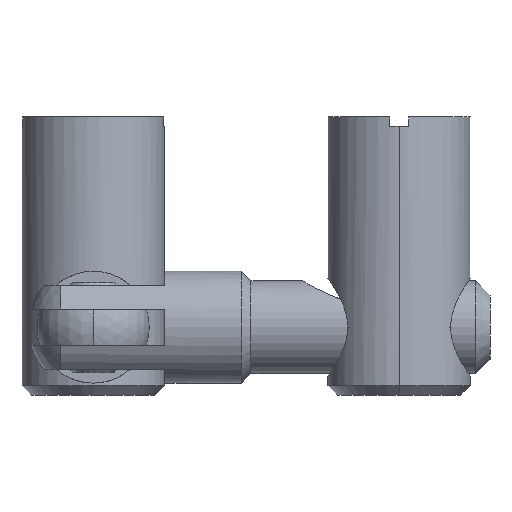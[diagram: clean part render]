
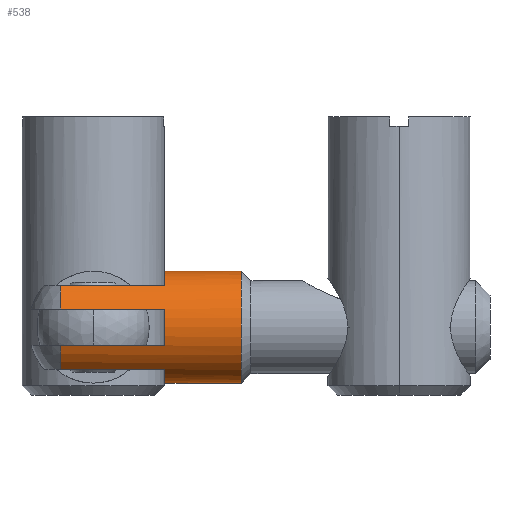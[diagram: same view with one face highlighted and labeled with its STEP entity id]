
A CAD part, left-side view. The second image highlights one B-rep face of the part: STEP entity #538.
In plain terms, the highlighted cylindrical face has radius 5.85 mm (diameter 11.7 mm), a partial arc.
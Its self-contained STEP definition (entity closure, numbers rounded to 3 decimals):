
#12 = CIRCLE ( 'NONE', #2901, 5.85 ) ;
#53 = FACE_OUTER_BOUND ( 'NONE', #2584, .T. ) ;
#69 = CIRCLE ( 'NONE', #2774, 5.85 ) ;
#93 = AXIS2_PLACEMENT_3D ( 'NONE', #1832, #3061, #196 ) ;
#121 = CARTESIAN_POINT ( 'NONE',  ( -23., -3.855, -4.4 ) ) ;
#129 = CIRCLE ( 'NONE', #869, 5.85 ) ;
#140 = EDGE_CURVE ( 'NONE', #1616, #3379, #69, .T. ) ;
#196 = DIRECTION ( 'NONE',  ( 0., 0., -1. ) ) ;
#270 = DIRECTION ( 'NONE',  ( 0., 0., 1. ) ) ;
#299 = DIRECTION ( 'NONE',  ( 1., 0., 0. ) ) ;
#361 = EDGE_CURVE ( 'NONE', #2974, #2290, #3190, .T. ) ;
#372 = DIRECTION ( 'NONE',  ( 1., 0., 0. ) ) ;
#376 = LINE ( 'NONE', #121, #1830 ) ;
#405 = CARTESIAN_POINT ( 'NONE',  ( -19.911, -5.533, 1.9 ) ) ;
#538 = ADVANCED_FACE ( 'NONE', ( #53 ), #3505, .T. ) ;
#540 = ORIENTED_EDGE ( 'NONE', *, *, #827, .T. ) ;
#553 = EDGE_CURVE ( 'NONE', #2836, #2533, #2124, .T. ) ;
#627 = ORIENTED_EDGE ( 'NONE', *, *, #2135, .T. ) ;
#628 = CARTESIAN_POINT ( 'NONE',  ( -19.911, 0., 0. ) ) ;
#666 = VERTEX_POINT ( 'NONE', #1510 ) ;
#668 = CARTESIAN_POINT ( 'NONE',  ( -1., 0., 5.85 ) ) ;
#756 = ORIENTED_EDGE ( 'NONE', *, *, #140, .T. ) ;
#811 = DIRECTION ( 'NONE',  ( 0., 0., -1. ) ) ;
#812 = VECTOR ( 'NONE', #956, 1000. ) ;
#827 = EDGE_CURVE ( 'NONE', #1721, #2732, #2370, .T. ) ;
#849 = DIRECTION ( 'NONE',  ( 0., 0., -1. ) ) ;
#868 = DIRECTION ( 'NONE',  ( 1., 0., 0. ) ) ;
#869 = AXIS2_PLACEMENT_3D ( 'NONE', #628, #3278, #2752 ) ;
#956 = DIRECTION ( 'NONE',  ( -1., 0., 0. ) ) ;
#1066 = VERTEX_POINT ( 'NONE', #1279 ) ;
#1118 = CARTESIAN_POINT ( 'NONE',  ( -9., 0., 0. ) ) ;
#1200 = DIRECTION ( 'NONE',  ( 0., 0., -1. ) ) ;
#1229 = CARTESIAN_POINT ( 'NONE',  ( -9., -3.855, -4.4 ) ) ;
#1231 = VECTOR ( 'NONE', #1585, 1000. ) ;
#1255 = CARTESIAN_POINT ( 'NONE',  ( -9., 0., -5.85 ) ) ;
#1279 = CARTESIAN_POINT ( 'NONE',  ( -9., 0., 5.85 ) ) ;
#1320 = ORIENTED_EDGE ( 'NONE', *, *, #361, .T. ) ;
#1328 = CARTESIAN_POINT ( 'NONE',  ( -9., 0., 0. ) ) ;
#1430 = ORIENTED_EDGE ( 'NONE', *, *, #2630, .T. ) ;
#1495 = CARTESIAN_POINT ( 'NONE',  ( -23., -5.533, -1.9 ) ) ;
#1498 = VECTOR ( 'NONE', #868, 1000. ) ;
#1510 = CARTESIAN_POINT ( 'NONE',  ( -9., -3.855, 4.4 ) ) ;
#1585 = DIRECTION ( 'NONE',  ( 1., 0., 0. ) ) ;
#1616 = VERTEX_POINT ( 'NONE', #2622 ) ;
#1644 = CARTESIAN_POINT ( 'NONE',  ( -9., -5.533, -1.9 ) ) ;
#1721 = VERTEX_POINT ( 'NONE', #1229 ) ;
#1762 = DIRECTION ( 'NONE',  ( -1., 0., 0. ) ) ;
#1830 = VECTOR ( 'NONE', #299, 1000. ) ;
#1831 = DIRECTION ( 'NONE',  ( 1., 0., 0. ) ) ;
#1832 = CARTESIAN_POINT ( 'NONE',  ( -23., 0., 0. ) ) ;
#1872 = DIRECTION ( 'NONE',  ( -1., 0., 0. ) ) ;
#1911 = AXIS2_PLACEMENT_3D ( 'NONE', #1118, #2949, #811 ) ;
#1932 = EDGE_CURVE ( 'NONE', #1066, #666, #12, .T. ) ;
#1934 = CARTESIAN_POINT ( 'NONE',  ( -23., 0., 5.85 ) ) ;
#1946 = DIRECTION ( 'NONE',  ( 1., 0., 0. ) ) ;
#1954 = LINE ( 'NONE', #2883, #1231 ) ;
#2015 = CARTESIAN_POINT ( 'NONE',  ( -1., 0., 0. ) ) ;
#2039 = VECTOR ( 'NONE', #1762, 1000. ) ;
#2066 = CARTESIAN_POINT ( 'NONE',  ( -23., -5.533, 1.9 ) ) ;
#2085 = AXIS2_PLACEMENT_3D ( 'NONE', #3182, #1831, #2104 ) ;
#2104 = DIRECTION ( 'NONE',  ( 0., 0., -1. ) ) ;
#2124 = LINE ( 'NONE', #1495, #2039 ) ;
#2135 = EDGE_CURVE ( 'NONE', #2735, #1721, #376, .T. ) ;
#2165 = CIRCLE ( 'NONE', #2085, 5.85 ) ;
#2249 = LINE ( 'NONE', #2264, #812 ) ;
#2254 = ORIENTED_EDGE ( 'NONE', *, *, #553, .T. ) ;
#2264 = CARTESIAN_POINT ( 'NONE',  ( -23., -3.855, 4.4 ) ) ;
#2288 = VECTOR ( 'NONE', #372, 1000. ) ;
#2290 = VERTEX_POINT ( 'NONE', #405 ) ;
#2295 = LINE ( 'NONE', #2066, #1498 ) ;
#2306 = CARTESIAN_POINT ( 'NONE',  ( -19.911, -3.855, 4.4 ) ) ;
#2370 = CIRCLE ( 'NONE', #1911, 5.85 ) ;
#2533 = VERTEX_POINT ( 'NONE', #2872 ) ;
#2537 = ORIENTED_EDGE ( 'NONE', *, *, #3111, .F. ) ;
#2584 = EDGE_LOOP ( 'NONE', ( #2537, #2668, #3123, #1320, #3476, #2693, #2254, #1430, #627, #540, #3502, #756 ) ) ;
#2622 = CARTESIAN_POINT ( 'NONE',  ( -1., 0., -5.85 ) ) ;
#2630 = EDGE_CURVE ( 'NONE', #2533, #2735, #129, .T. ) ;
#2656 = EDGE_CURVE ( 'NONE', #2290, #3465, #2295, .T. ) ;
#2668 = ORIENTED_EDGE ( 'NONE', *, *, #1932, .T. ) ;
#2693 = ORIENTED_EDGE ( 'NONE', *, *, #2982, .T. ) ;
#2732 = VERTEX_POINT ( 'NONE', #1255 ) ;
#2735 = VERTEX_POINT ( 'NONE', #3512 ) ;
#2752 = DIRECTION ( 'NONE',  ( 0., 0., -1. ) ) ;
#2774 = AXIS2_PLACEMENT_3D ( 'NONE', #2015, #1872, #270 ) ;
#2836 = VERTEX_POINT ( 'NONE', #1644 ) ;
#2872 = CARTESIAN_POINT ( 'NONE',  ( -19.911, -5.533, -1.9 ) ) ;
#2883 = CARTESIAN_POINT ( 'NONE',  ( -23., 0., -5.85 ) ) ;
#2901 = AXIS2_PLACEMENT_3D ( 'NONE', #1328, #1946, #849 ) ;
#2949 = DIRECTION ( 'NONE',  ( 1., 0., 0. ) ) ;
#2974 = VERTEX_POINT ( 'NONE', #2306 ) ;
#2982 = EDGE_CURVE ( 'NONE', #3465, #2836, #2165, .T. ) ;
#3012 = LINE ( 'NONE', #1934, #2288 ) ;
#3052 = CARTESIAN_POINT ( 'NONE',  ( -9., -5.533, 1.9 ) ) ;
#3061 = DIRECTION ( 'NONE',  ( 1., 0., 0. ) ) ;
#3111 = EDGE_CURVE ( 'NONE', #1066, #3379, #3012, .T. ) ;
#3123 = ORIENTED_EDGE ( 'NONE', *, *, #3427, .T. ) ;
#3130 = AXIS2_PLACEMENT_3D ( 'NONE', #3429, #3339, #1200 ) ;
#3182 = CARTESIAN_POINT ( 'NONE',  ( -9., 0., 0. ) ) ;
#3190 = CIRCLE ( 'NONE', #3130, 5.85 ) ;
#3266 = EDGE_CURVE ( 'NONE', #2732, #1616, #1954, .T. ) ;
#3278 = DIRECTION ( 'NONE',  ( 1., 0., 0. ) ) ;
#3339 = DIRECTION ( 'NONE',  ( 1., 0., 0. ) ) ;
#3379 = VERTEX_POINT ( 'NONE', #668 ) ;
#3427 = EDGE_CURVE ( 'NONE', #666, #2974, #2249, .T. ) ;
#3429 = CARTESIAN_POINT ( 'NONE',  ( -19.911, 0., 0. ) ) ;
#3465 = VERTEX_POINT ( 'NONE', #3052 ) ;
#3476 = ORIENTED_EDGE ( 'NONE', *, *, #2656, .T. ) ;
#3502 = ORIENTED_EDGE ( 'NONE', *, *, #3266, .T. ) ;
#3505 = CYLINDRICAL_SURFACE ( 'NONE', #93, 5.85 ) ;
#3512 = CARTESIAN_POINT ( 'NONE',  ( -19.911, -3.855, -4.4 ) ) ;
